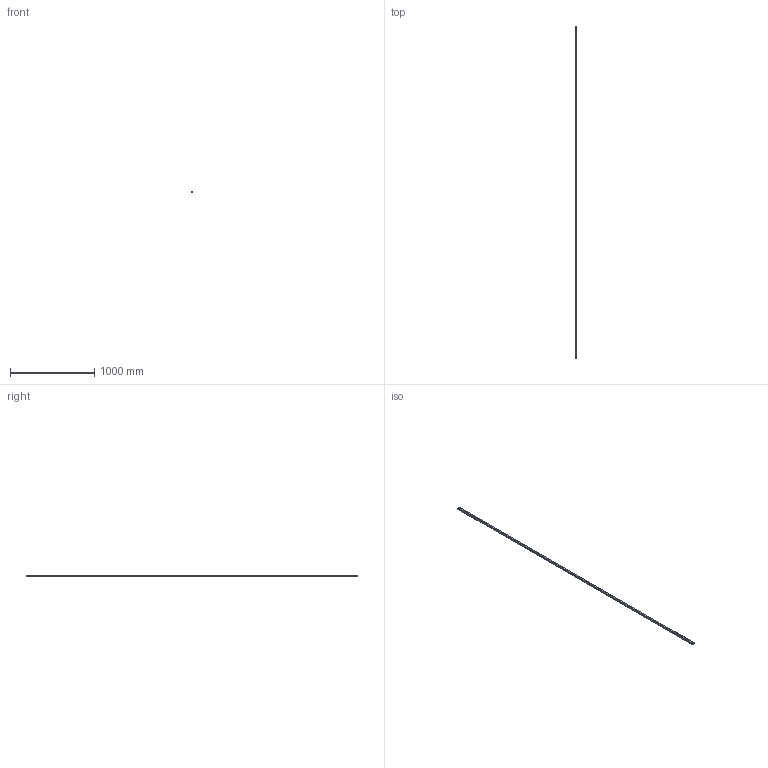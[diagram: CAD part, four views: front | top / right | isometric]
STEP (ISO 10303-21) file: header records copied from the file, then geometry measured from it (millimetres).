
FILE_DESCRIPTION(('STEP AP214'),'1');
FILE_NAME('cctmp_6F7E9067-CF62-45B7-AF16-36A2EF746351_2021_01_25_11_37_45_0578..stp','2021-01-25T10:37:45',('HIWIN GmbH'),('CADClick - www.CADClick.com'),'Spatial InterOp 3D',' ','unknown authorization');
FILE_SCHEMA(('AUTOMOTIVE_DESIGN'));
Length unit declared in the file: millimetre
Products named in the file (1): HGR25T3930C_FILE
Bounding box: 23 x 3930 x 22 mm (x, y, z)
Volume: 1699031 mm3; surface area: 372890.5 mm2
Topology: 1 solids, 1 shells, 573 faces, 1767 edges, 1068 vertices
Faces by surface type: plane 287, cylinder 154, cone 132
Entity records: 23625 total; most frequent: DIRECTION 3619, CARTESIAN_POINT 3277, ORIENTED_EDGE 3270, EDGE_CURVE 1635, AXIS2_PLACEMENT_3D 1410, VERTEX_POINT 1068, LINE 799, VECTOR 799
